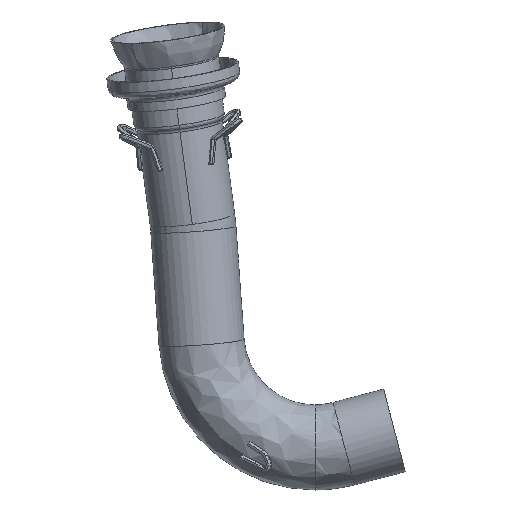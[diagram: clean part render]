
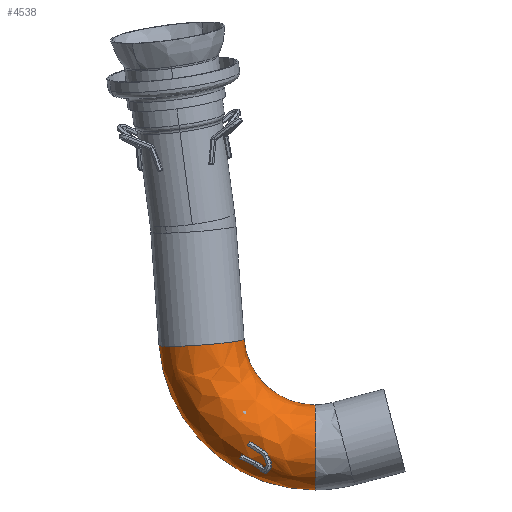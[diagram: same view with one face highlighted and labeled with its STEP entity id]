
A CAD part, front view. The second image highlights one B-rep face of the part: STEP entity #4538.
In plain terms, the highlighted free-form (B-spline) face has degree [3, 3] with [4, 4] control points.
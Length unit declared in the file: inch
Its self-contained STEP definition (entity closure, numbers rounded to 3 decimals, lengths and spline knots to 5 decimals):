
#376 = CARTESIAN_POINT ( 'NONE',  ( -9.61951, 25.28123, -19.13711 ) ) ;
#502 = CARTESIAN_POINT ( 'NONE',  ( -10.74141, 25.26774, -19.21956 ) ) ;
#598 = EDGE_CURVE ( 'NONE', #4355, #1115, #5644, .T. ) ;
#641 = DIRECTION ( 'NONE',  ( 0.072, 0.065, -0.995 ) ) ;
#1115 = VERTEX_POINT ( 'NONE', #8773 ) ;
#1215 = DIRECTION ( 'NONE',  ( 0.072, 0.065, -0.995 ) ) ;
#1258 = CARTESIAN_POINT ( 'NONE',  ( -8.74832, 23.16034, -21.01479 ) ) ;
#1491 = DIRECTION ( 'NONE',  ( 1., 0.017, 0.001 ) ) ;
#1503 = AXIS2_PLACEMENT_3D ( 'NONE', #3002, #9036, #3849 ) ;
#1908 = CARTESIAN_POINT ( 'NONE',  ( -9.54452, 25.34808, -20.16849 ) ) ;
#2005 = CARTESIAN_POINT ( 'NONE',  ( -7.7122, 23.17757, -21.0137 ) ) ;
#2731 = DIRECTION ( 'NONE',  ( -0.997, -0.012, -0.073 ) ) ;
#2818 = CARTESIAN_POINT ( 'NONE',  ( -11.82581, 23.0091, -19.44479 ) ) ;
#2909 =( BOUNDED_SURFACE ( )  B_SPLINE_SURFACE ( 3, 3, ( 
 ( #376, #1908, #9387, #3508 ),
 ( #5617, #8783, #1258, #2005 ),
 ( #2818, #5825, #8842, #8103 ),
 ( #7115, #8638, #4918, #8993 ) ),
 .UNSPECIFIED., .F., .F., .F. ) 
 B_SPLINE_SURFACE_WITH_KNOTS ( ( 4, 4 ),
 ( 4, 4 ),
 ( 0., 1. ),
 ( 0., 1. ),
 .UNSPECIFIED. ) 
 GEOMETRIC_REPRESENTATION_ITEM ( )  RATIONAL_B_SPLINE_SURFACE ( (
 ( 1., 0.821, 0.821, 1.),
 ( 0.333, 0.274, 0.274, 0.333),
 ( 0.333, 0.274, 0.274, 0.333),
 ( 1., 0.821, 0.821, 1.) ) ) 
 REPRESENTATION_ITEM ( '' )  SURFACE ( )  );
#3002 = CARTESIAN_POINT ( 'NONE',  ( -7.74969, 25.30371, -18.99969 ) ) ;
#3051 = ORIENTED_EDGE ( 'NONE', *, *, #8466, .F. ) ;
#3508 = CARTESIAN_POINT ( 'NONE',  ( -7.74969, 25.42272, -20.87091 ) ) ;
#3513 = EDGE_CURVE ( 'NONE', #3560, #7245, #4513, .T. ) ;
#3560 = VERTEX_POINT ( 'NONE', #4030 ) ;
#3668 = DIRECTION ( 'NONE',  ( 0., 0.063, -0.998 ) ) ;
#3683 = CARTESIAN_POINT ( 'NONE',  ( -7.74969, 25.49412, -21.99364 ) ) ;
#3693 = CARTESIAN_POINT ( 'NONE',  ( -7.74969, 25.42272, -20.87091 ) ) ;
#3849 = DIRECTION ( 'NONE',  ( 0., 0.063, -0.998 ) ) ;
#3961 = VERTEX_POINT ( 'NONE', #3693 ) ;
#3984 = CARTESIAN_POINT ( 'NONE',  ( -7.74969, 25.56553, -23.11637 ) ) ;
#4030 = CARTESIAN_POINT ( 'NONE',  ( -11.8633, 25.25425, -19.302 ) ) ;
#4355 = VERTEX_POINT ( 'NONE', #8302 ) ;
#4513 = CIRCLE ( 'NONE', #1503, 4.125 ) ;
#4538 = ADVANCED_FACE ( 'NONE', ( #6419 ), #2909, .T. ) ;
#4918 = CARTESIAN_POINT ( 'NONE',  ( -10.02917, 25.52762, -23.11878 ) ) ;
#5193 = AXIS2_PLACEMENT_3D ( 'NONE', #502, #641, #8071 ) ;
#5617 = CARTESIAN_POINT ( 'NONE',  ( -9.58202, 23.03608, -19.27989 ) ) ;
#5634 = AXIS2_PLACEMENT_3D ( 'NONE', #3683, #1491, #8329 ) ;
#5644 = CIRCLE ( 'NONE', #7704, 1.125 ) ;
#5739 = CARTESIAN_POINT ( 'NONE',  ( -7.74969, 25.30371, -18.99969 ) ) ;
#5825 = CARTESIAN_POINT ( 'NONE',  ( -11.66082, 23.15616, -21.71385 ) ) ;
#5890 = ORIENTED_EDGE ( 'NONE', *, *, #8456, .T. ) ;
#5893 = DIRECTION ( 'NONE',  ( 0.017, -0.998, -0.063 ) ) ;
#6174 = EDGE_LOOP ( 'NONE', ( #6917, #3051, #9216, #5890, #7862 ) ) ;
#6419 = FACE_OUTER_BOUND ( 'NONE', #6174, .T. ) ;
#6433 = CIRCLE ( 'NONE', #5634, 1.125 ) ;
#6571 = CARTESIAN_POINT ( 'NONE',  ( -10.74141, 25.26774, -19.21956 ) ) ;
#6582 = EDGE_CURVE ( 'NONE', #3961, #7245, #6433, .T. ) ;
#6770 = CIRCLE ( 'NONE', #7727, 1.875 ) ;
#6917 = ORIENTED_EDGE ( 'NONE', *, *, #6582, .F. ) ;
#7115 = CARTESIAN_POINT ( 'NONE',  ( -11.8633, 25.25425, -19.302 ) ) ;
#7245 = VERTEX_POINT ( 'NONE', #3984 ) ;
#7704 = AXIS2_PLACEMENT_3D ( 'NONE', #6571, #1215, #2731 ) ;
#7727 = AXIS2_PLACEMENT_3D ( 'NONE', #5739, #5893, #3668 ) ;
#7862 = ORIENTED_EDGE ( 'NONE', *, *, #3513, .T. ) ;
#8040 = CIRCLE ( 'NONE', #5193, 1.125 ) ;
#8071 = DIRECTION ( 'NONE',  ( -0.997, -0.012, -0.073 ) ) ;
#8103 = CARTESIAN_POINT ( 'NONE',  ( -7.7122, 23.32037, -23.25916 ) ) ;
#8302 = CARTESIAN_POINT ( 'NONE',  ( -9.61951, 25.28123, -19.13711 ) ) ;
#8329 = DIRECTION ( 'NONE',  ( 0., 0.063, -0.998 ) ) ;
#8456 = EDGE_CURVE ( 'NONE', #1115, #3560, #8040, .T. ) ;
#8466 = EDGE_CURVE ( 'NONE', #4355, #3961, #6770, .T. ) ;
#8638 = CARTESIAN_POINT ( 'NONE',  ( -11.69831, 25.40131, -21.57106 ) ) ;
#8773 = CARTESIAN_POINT ( 'NONE',  ( -9.61937, 25.26774, -19.13797 ) ) ;
#8783 = CARTESIAN_POINT ( 'NONE',  ( -9.50703, 23.10292, -20.31128 ) ) ;
#8842 = CARTESIAN_POINT ( 'NONE',  ( -9.99168, 23.28246, -23.26157 ) ) ;
#8993 = CARTESIAN_POINT ( 'NONE',  ( -7.74969, 25.56553, -23.11637 ) ) ;
#9036 = DIRECTION ( 'NONE',  ( 0.017, -0.998, -0.063 ) ) ;
#9216 = ORIENTED_EDGE ( 'NONE', *, *, #598, .T. ) ;
#9387 = CARTESIAN_POINT ( 'NONE',  ( -8.78581, 25.40549, -20.87201 ) ) ;
